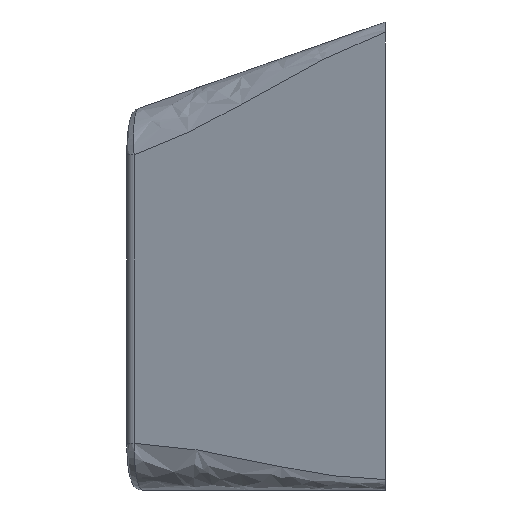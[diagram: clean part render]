
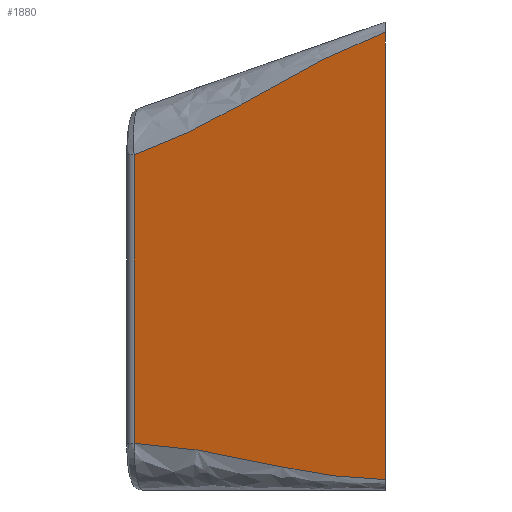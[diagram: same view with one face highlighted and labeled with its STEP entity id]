
A CAD part, left-side view. The second image highlights one B-rep face of the part: STEP entity #1880.
In plain terms, the highlighted planar face has unit normal (-0.958, 0.287, 0).
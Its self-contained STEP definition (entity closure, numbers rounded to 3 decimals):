
#1571=EDGE_CURVE('',#1572,#1574,#1576,.F.);
#1572=VERTEX_POINT('',#1573);
#1573=CARTESIAN_POINT('',(0.0,0.0,-0.384));
#1574=VERTEX_POINT('',#1575);
#1575=CARTESIAN_POINT('',(0.0,0.0,-17.6));
#1576=LINE('',#1577,#1578);
#1577=CARTESIAN_POINT('',(0.0,0.0,0.0));
#1578=VECTOR('',#1579,1.0);
#1579=DIRECTION('',(0.0,0.0,1.0));
#1880=ADVANCED_FACE('',(#1881),#1920,.F.);
#1881=FACE_BOUND('',#1882,.T.);
#1882=EDGE_LOOP('',(#1883,#1898,#1906,#1919));
#1883=ORIENTED_EDGE('',*,*,#1884,.T.);
#1884=EDGE_CURVE('',#1572,#1885,#1887,.T.);
#1885=VERTEX_POINT('',#1886);
#1886=CARTESIAN_POINT('',(2.899,9.664,-5.108));
#1887=B_SPLINE_CURVE_WITH_KNOTS('',3,(#1888,#1889,#1890,#1891,#1892,#1893,#1894,#1895,#1896,#1897),.UNSPECIFIED.,.F.,.U.,(4,3,3,4),(-0.023,0.0,0.011,0.035),.UNSPECIFIED.);
#1888=CARTESIAN_POINT('',(-6.332,-21.107,7.004));
#1889=CARTESIAN_POINT('',(-4.233,-14.108,4.554));
#1890=CARTESIAN_POINT('',(-2.133,-7.11,2.105));
#1891=CARTESIAN_POINT('',(-0.033,-0.111,-0.345));
#1892=CARTESIAN_POINT('',(0.967,3.223,-1.511));
#1893=CARTESIAN_POINT('',(1.851,6.168,-3.885));
#1894=CARTESIAN_POINT('',(2.851,9.502,-5.052));
#1895=CARTESIAN_POINT('',(5.0,16.667,-7.559));
#1896=CARTESIAN_POINT('',(7.149,23.832,-10.067));
#1897=CARTESIAN_POINT('',(9.299,30.996,-12.575));
#1898=ORIENTED_EDGE('',*,*,#1899,.T.);
#1899=EDGE_CURVE('',#1885,#1900,#1902,.T.);
#1900=VERTEX_POINT('',#1901);
#1901=CARTESIAN_POINT('',(2.899,9.664,-16.205));
#1902=LINE('',#1903,#1904);
#1903=CARTESIAN_POINT('',(2.899,9.664,0.0));
#1904=VECTOR('',#1905,1.0);
#1905=DIRECTION('',(0.0,0.0,-1.0));
#1906=ORIENTED_EDGE('',*,*,#1907,.T.);
#1907=EDGE_CURVE('',#1900,#1574,#1908,.T.);
#1908=B_SPLINE_CURVE_WITH_KNOTS('',3,(#1909,#1910,#1911,#1912,#1913,#1914,#1915,#1916,#1917,#1918),.UNSPECIFIED.,.F.,.U.,(4,3,3,4),(-0.032,-0.01,0.0,0.021),.UNSPECIFIED.);
#1909=CARTESIAN_POINT('',(9.235,30.783,-16.2));
#1910=CARTESIAN_POINT('',(7.157,23.855,-16.2));
#1911=CARTESIAN_POINT('',(5.078,16.928,-16.2));
#1912=CARTESIAN_POINT('',(3.0,10.0,-16.2));
#1913=CARTESIAN_POINT('',(2.0,6.667,-16.2));
#1914=CARTESIAN_POINT('',(1.0,3.333,-17.6));
#1915=CARTESIAN_POINT('',(0.,0.,-17.6));
#1916=CARTESIAN_POINT('',(-2.052,-6.841,-17.6));
#1917=CARTESIAN_POINT('',(-4.104,-13.681,-17.6));
#1918=CARTESIAN_POINT('',(-6.157,-20.522,-17.6));
#1919=ORIENTED_EDGE('',*,*,#1571,.F.);
#1920=PLANE('',#1921);
#1921=AXIS2_PLACEMENT_3D('',#1922,#1923,#1924);
#1922=CARTESIAN_POINT('',(0.,0.,0.0));
#1923=DIRECTION('',(0.958,-0.287,0.0));
#1924=DIRECTION('',(0.287,0.958,0.0));
